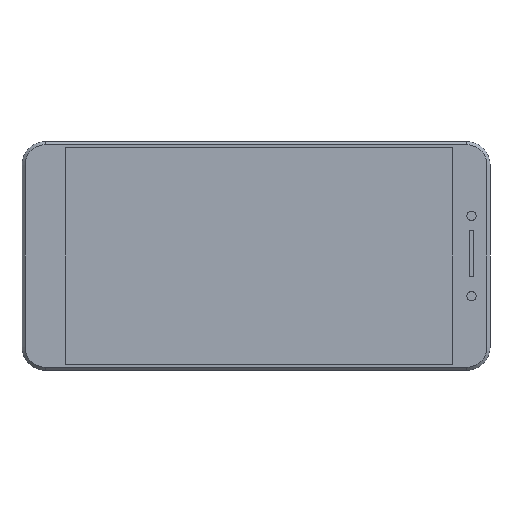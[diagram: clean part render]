
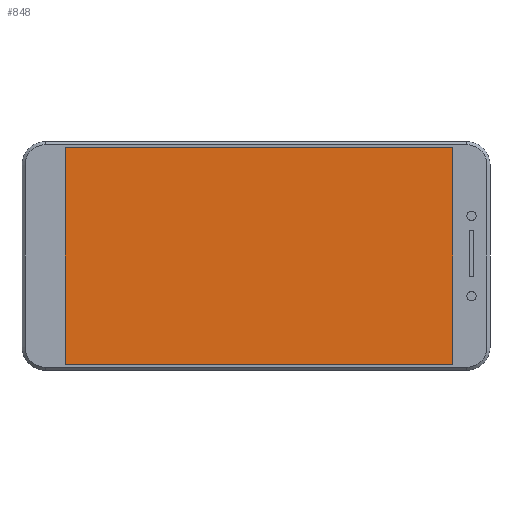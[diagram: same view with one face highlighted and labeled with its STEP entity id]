
A CAD part, front view. The second image highlights one B-rep face of the part: STEP entity #848.
In plain terms, the highlighted planar face has unit normal (0, -1, 0).
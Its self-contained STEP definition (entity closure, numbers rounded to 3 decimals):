
#112=FACE_OUTER_BOUND('',#168,.T.);
#168=EDGE_LOOP('',(#744,#745,#746,#747));
#249=LINE('',#1395,#339);
#252=LINE('',#1400,#342);
#254=LINE('',#1404,#344);
#255=LINE('',#1406,#345);
#339=VECTOR('',#1155,10.);
#342=VECTOR('',#1160,10.);
#344=VECTOR('',#1164,10.);
#345=VECTOR('',#1167,10.);
#418=VERTEX_POINT('',#1392);
#419=VERTEX_POINT('',#1394);
#420=VERTEX_POINT('',#1398);
#421=VERTEX_POINT('',#1402);
#525=EDGE_CURVE('',#418,#419,#249,.T.);
#528=EDGE_CURVE('',#420,#418,#252,.T.);
#530=EDGE_CURVE('',#421,#420,#254,.T.);
#531=EDGE_CURVE('',#419,#421,#255,.T.);
#744=ORIENTED_EDGE('',*,*,#531,.F.);
#745=ORIENTED_EDGE('',*,*,#525,.F.);
#746=ORIENTED_EDGE('',*,*,#528,.F.);
#747=ORIENTED_EDGE('',*,*,#530,.F.);
#798=PLANE('',#942);
#848=ADVANCED_FACE('',(#112),#798,.F.);
#942=AXIS2_PLACEMENT_3D('',#1407,#1168,#1169);
#1155=DIRECTION('',(0.,0.,1.));
#1160=DIRECTION('',(-1.,0.,0.));
#1164=DIRECTION('',(0.,0.,-1.));
#1167=DIRECTION('',(1.,0.,0.));
#1168=DIRECTION('center_axis',(0.,1.,0.));
#1169=DIRECTION('ref_axis',(0.,0.,1.));
#1392=CARTESIAN_POINT('',(-137.5,0.1,-72.));
#1394=CARTESIAN_POINT('',(-137.5,0.1,-2.));
#1395=CARTESIAN_POINT('',(-137.5,0.1,-2.));
#1398=CARTESIAN_POINT('',(-12.,0.1,-72.));
#1400=CARTESIAN_POINT('',(-137.5,0.1,-72.));
#1402=CARTESIAN_POINT('',(-12.,0.1,-2.));
#1404=CARTESIAN_POINT('',(-12.,0.1,-72.));
#1406=CARTESIAN_POINT('',(-12.,0.1,-2.));
#1407=CARTESIAN_POINT('Origin',(-74.75,0.1,-37.));
